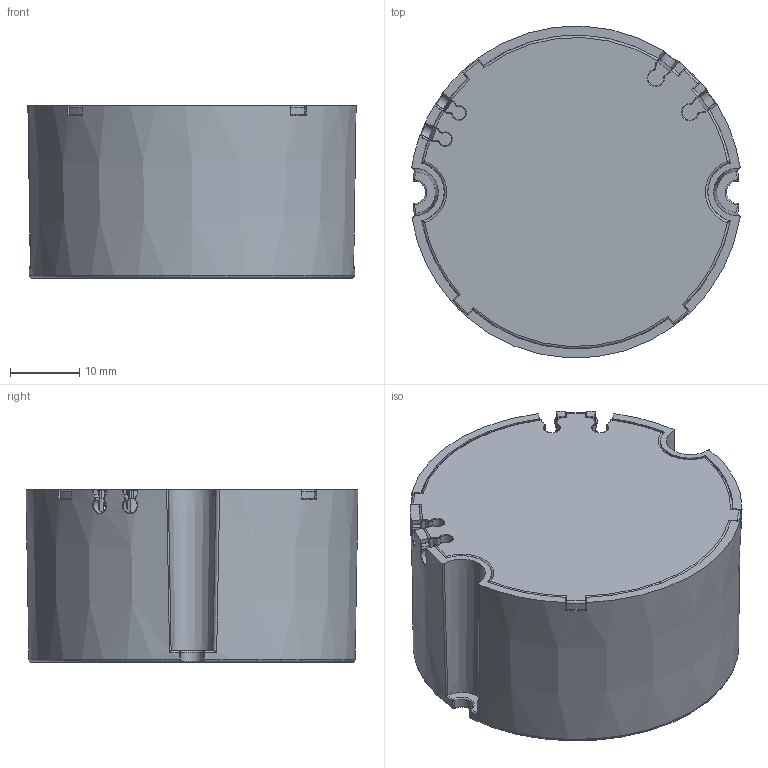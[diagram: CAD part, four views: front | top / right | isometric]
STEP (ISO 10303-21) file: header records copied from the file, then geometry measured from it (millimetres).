
FILE_DESCRIPTION((''),'2;1');
FILE_NAME('G5R15W_ASM','2019-02-13T',('wsenga'),(''),'PRO/ENGINEER BY PARAMETRIC TECHNOLOGY CORPORATION, 2012360','PRO/ENGINEER BY PARAMETRIC TECHNOLOGY CORPORATION, 2012360','');
FILE_SCHEMA(('CONFIG_CONTROL_DESIGN'));
Length unit declared in the file: millimetre
Products named in the file (3): MAWG5R15W-1A; MAWG5R-2A; G5R15W_ASM
Assembly tree (2 placements, depth 2):
  G5R15W_ASM
    MAWG5R15W-1A
    MAWG5R-2A
Bounding box: 47.44 x 47.96 x 25 mm (x, y, z)
Surface area: 15138.6 mm2 (no closed solid volume)
Topology: 0 solids, 2 shells, 322 faces, 824 edges, 512 vertices
Faces by surface type: plane 98, cylinder 72, bspline 68, torus 46, cone 30, sphere 8
Entity records: 13834 total; most frequent: CARTESIAN_POINT 6442, ORIENTED_EDGE 1648, DIRECTION 1424, EDGE_CURVE 824, AXIS2_PLACEMENT_3D 576, VERTEX_POINT 512, EDGE_LOOP 328, FACE_OUTER_BOUND 322
